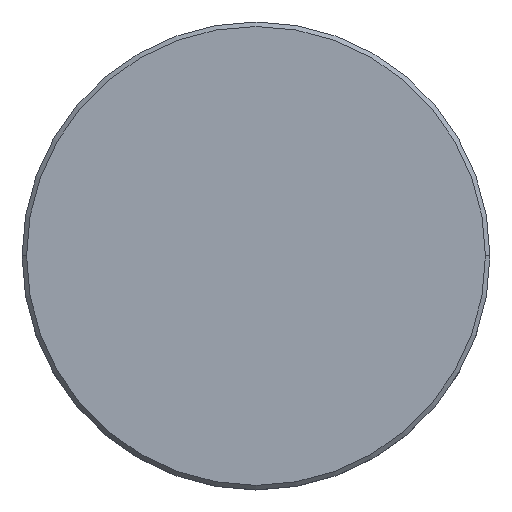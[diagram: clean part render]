
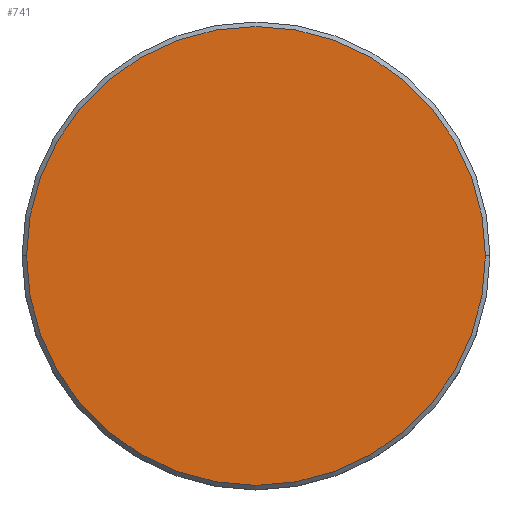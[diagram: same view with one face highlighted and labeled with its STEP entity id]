
A CAD part, top view. The second image highlights one B-rep face of the part: STEP entity #741.
In plain terms, the highlighted planar face has unit normal (0, 0, 1).
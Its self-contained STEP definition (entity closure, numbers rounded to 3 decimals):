
#38 = DIRECTION ( 'NONE',  ( 1., 0., 0. ) ) ;
#123 = CARTESIAN_POINT ( 'NONE',  ( 0., 0., 0. ) ) ;
#126 = ORIENTED_EDGE ( 'NONE', *, *, #671, .T. ) ;
#138 = VERTEX_POINT ( 'NONE', #722 ) ;
#145 = DIRECTION ( 'NONE',  ( 0., 0., 1. ) ) ;
#308 = FACE_OUTER_BOUND ( 'NONE', #993, .T. ) ;
#379 = CIRCLE ( 'NONE', #902, 25.5 ) ;
#455 = AXIS2_PLACEMENT_3D ( 'NONE', #123, #486, #38 ) ;
#483 = CARTESIAN_POINT ( 'NONE',  ( -25.5, 0., 0. ) ) ;
#486 = DIRECTION ( 'NONE',  ( 0., 0., 1. ) ) ;
#517 = DIRECTION ( 'NONE',  ( 1., 0., 0. ) ) ;
#558 = DIRECTION ( 'NONE',  ( 1., 0., 0. ) ) ;
#670 = ORIENTED_EDGE ( 'NONE', *, *, #988, .T. ) ;
#671 = EDGE_CURVE ( 'NONE', #138, #1030, #379, .T. ) ;
#722 = CARTESIAN_POINT ( 'NONE',  ( 25.5, 0., 0. ) ) ;
#734 = AXIS2_PLACEMENT_3D ( 'NONE', #955, #145, #517 ) ;
#741 = ADVANCED_FACE ( 'NONE', ( #308 ), #1138, .T. ) ;
#810 = CARTESIAN_POINT ( 'NONE',  ( 0., 0., 0. ) ) ;
#902 = AXIS2_PLACEMENT_3D ( 'NONE', #810, #1006, #558 ) ;
#955 = CARTESIAN_POINT ( 'NONE',  ( 0., 0., 0. ) ) ;
#988 = EDGE_CURVE ( 'NONE', #1030, #138, #1104, .T. ) ;
#993 = EDGE_LOOP ( 'NONE', ( #670, #126 ) ) ;
#1006 = DIRECTION ( 'NONE',  ( 0., 0., 1. ) ) ;
#1030 = VERTEX_POINT ( 'NONE', #483 ) ;
#1104 = CIRCLE ( 'NONE', #734, 25.5 ) ;
#1138 = PLANE ( 'NONE',  #455 ) ;
